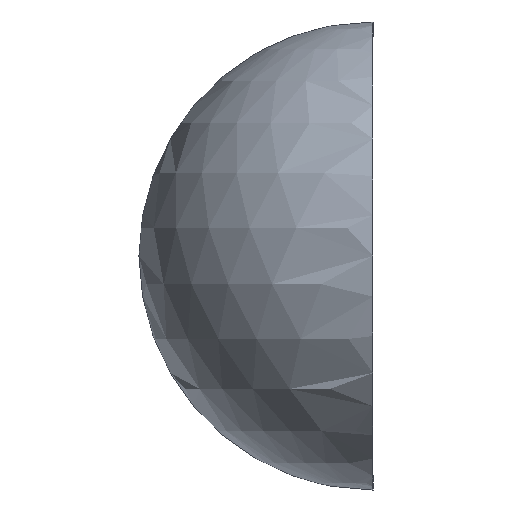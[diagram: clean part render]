
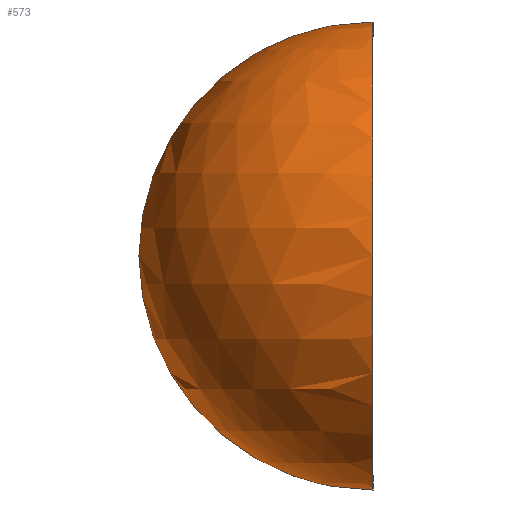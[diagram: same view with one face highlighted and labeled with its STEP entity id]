
A CAD part, left-side view. The second image highlights one B-rep face of the part: STEP entity #573.
In plain terms, the highlighted spherical face has radius 800 mm.
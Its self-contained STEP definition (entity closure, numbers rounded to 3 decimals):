
#573 = ADVANCED_FACE('',(#574),#589,.T.);
#574 = FACE_BOUND('',#575,.T.);
#575 = EDGE_LOOP('',(#576,#612));
#576 = ORIENTED_EDGE('',*,*,#577,.F.);
#577 = EDGE_CURVE('',#578,#580,#582,.T.);
#578 = VERTEX_POINT('',#579);
#579 = CARTESIAN_POINT('',(0.,0.,
    -800.));
#580 = VERTEX_POINT('',#581);
#581 = CARTESIAN_POINT('',(0.,0.,
    800.));
#582 = SURFACE_CURVE('',#583,(#588,#600),.PCURVE_S1.);
#583 = CIRCLE('',#584,800.);
#584 = AXIS2_PLACEMENT_3D('',#585,#586,#587);
#585 = CARTESIAN_POINT('',(0.,0.,0.));
#586 = DIRECTION('',(1.,0.,0.));
#587 = DIRECTION('',(0.,1.,0.));
#588 = PCURVE('',#589,#594);
#589 = SPHERICAL_SURFACE('',#590,800.);
#590 = AXIS2_PLACEMENT_3D('',#591,#592,#593);
#591 = CARTESIAN_POINT('',(0.,0.,0.));
#592 = DIRECTION('',(0.,0.,1.));
#593 = DIRECTION('',(0.,1.,0.));
#594 = DEFINITIONAL_REPRESENTATION('',(#595),#599);
#595 = LINE('',#596,#597);
#596 = CARTESIAN_POINT('',(0.,-6.283));
#597 = VECTOR('',#598,1.);
#598 = DIRECTION('',(0.,1.));
#599 = ( GEOMETRIC_REPRESENTATION_CONTEXT(2) 
PARAMETRIC_REPRESENTATION_CONTEXT() REPRESENTATION_CONTEXT('2D SPACE',''
  ) );
#600 = PCURVE('',#601,#606);
#601 = PLANE('',#602);
#602 = AXIS2_PLACEMENT_3D('',#603,#604,#605);
#603 = CARTESIAN_POINT('',(0.,0.,0.));
#604 = DIRECTION('',(1.,0.,0.));
#605 = DIRECTION('',(0.,1.,0.));
#606 = DEFINITIONAL_REPRESENTATION('',(#607),#611);
#607 = CIRCLE('',#608,800.);
#608 = AXIS2_PLACEMENT_2D('',#609,#610);
#609 = CARTESIAN_POINT('',(0.,0.));
#610 = DIRECTION('',(1.,0.));
#611 = ( GEOMETRIC_REPRESENTATION_CONTEXT(2) 
PARAMETRIC_REPRESENTATION_CONTEXT() REPRESENTATION_CONTEXT('2D SPACE',''
  ) );
#612 = ORIENTED_EDGE('',*,*,#613,.T.);
#613 = EDGE_CURVE('',#578,#580,#614,.T.);
#614 = SURFACE_CURVE('',#615,(#620,#627),.PCURVE_S1.);
#615 = CIRCLE('',#616,800.);
#616 = AXIS2_PLACEMENT_3D('',#617,#618,#619);
#617 = CARTESIAN_POINT('',(0.,0.,0.));
#618 = DIRECTION('',(0.,1.,0.));
#619 = DIRECTION('',(-1.,0.,0.));
#620 = PCURVE('',#589,#621);
#621 = DEFINITIONAL_REPRESENTATION('',(#622),#626);
#622 = LINE('',#623,#624);
#623 = CARTESIAN_POINT('',(1.571,-6.283));
#624 = VECTOR('',#625,1.);
#625 = DIRECTION('',(0.,1.));
#626 = ( GEOMETRIC_REPRESENTATION_CONTEXT(2) 
PARAMETRIC_REPRESENTATION_CONTEXT() REPRESENTATION_CONTEXT('2D SPACE',''
  ) );
#627 = PCURVE('',#628,#633);
#628 = PLANE('',#629);
#629 = AXIS2_PLACEMENT_3D('',#630,#631,#632);
#630 = CARTESIAN_POINT('',(0.,0.,0.));
#631 = DIRECTION('',(0.,1.,0.));
#632 = DIRECTION('',(-1.,0.,0.));
#633 = DEFINITIONAL_REPRESENTATION('',(#634),#638);
#634 = CIRCLE('',#635,800.);
#635 = AXIS2_PLACEMENT_2D('',#636,#637);
#636 = CARTESIAN_POINT('',(0.,0.));
#637 = DIRECTION('',(1.,0.));
#638 = ( GEOMETRIC_REPRESENTATION_CONTEXT(2) 
PARAMETRIC_REPRESENTATION_CONTEXT() REPRESENTATION_CONTEXT('2D SPACE',''
  ) );
